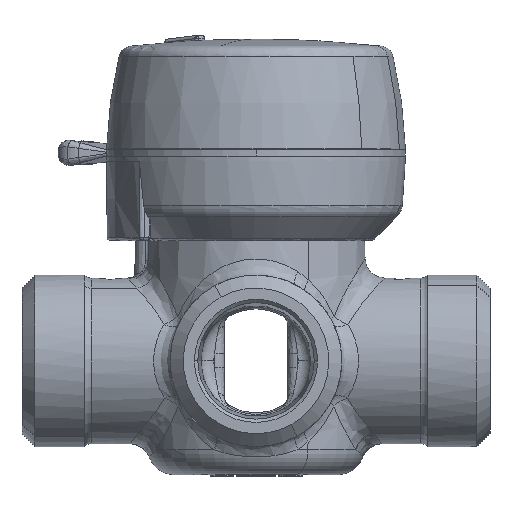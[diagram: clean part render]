
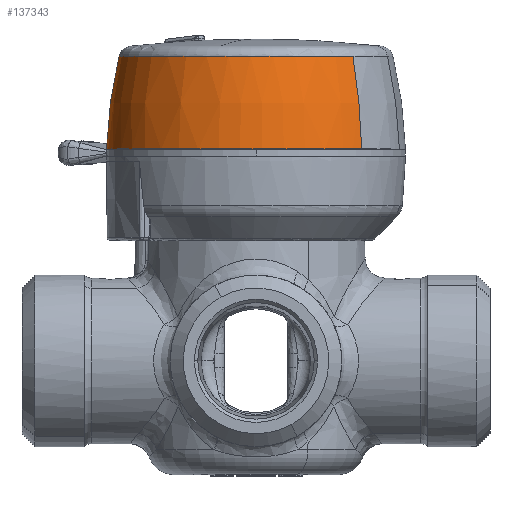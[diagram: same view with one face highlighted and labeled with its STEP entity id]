
A CAD part, front view. The second image highlights one B-rep face of the part: STEP entity #137343.
In plain terms, the highlighted face is a revolution surface.
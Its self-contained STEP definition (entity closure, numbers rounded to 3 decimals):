
#137334=AXIS2_PLACEMENT_3D('Circle Axis2P3D',#137332,#137333,$) ;
#137068=CARTESIAN_POINT('Vertex',(-11.027,20.184,66.5)) ;
#137106=CARTESIAN_POINT('Vertex',(0.,-23.,66.5)) ;
#137110=CARTESIAN_POINT('Control Point',(-11.027,20.184,66.5)) ;
#137111=CARTESIAN_POINT('Control Point',(-12.882,19.171,66.5)) ;
#137112=CARTESIAN_POINT('Control Point',(-14.621,17.944,66.5)) ;
#137113=CARTESIAN_POINT('Control Point',(-16.212,16.521,66.5)) ;
#137114=CARTESIAN_POINT('Control Point',(-19.036,13.336,66.5)) ;
#137115=CARTESIAN_POINT('Control Point',(-21.065,9.594,66.5)) ;
#137116=CARTESIAN_POINT('Control Point',(-21.859,7.614,66.5)) ;
#137117=CARTESIAN_POINT('Control Point',(-22.977,3.507,66.5)) ;
#137118=CARTESIAN_POINT('Control Point',(-23.135,-0.747,66.5)) ;
#137119=CARTESIAN_POINT('Control Point',(-22.967,-2.874,66.5)) ;
#137120=CARTESIAN_POINT('Control Point',(-22.148,-7.051,66.5)) ;
#137121=CARTESIAN_POINT('Control Point',(-20.402,-10.933,66.5)) ;
#137122=CARTESIAN_POINT('Control Point',(-19.308,-12.766,66.5)) ;
#137123=CARTESIAN_POINT('Control Point',(-16.72,-16.145,66.5)) ;
#137124=CARTESIAN_POINT('Control Point',(-13.433,-18.85,66.5)) ;
#137125=CARTESIAN_POINT('Control Point',(-11.64,-20.007,66.5)) ;
#137126=CARTESIAN_POINT('Control Point',(-8.305,-21.649,66.5)) ;
#137127=CARTESIAN_POINT('Control Point',(-4.721,-22.594,66.5)) ;
#137128=CARTESIAN_POINT('Control Point',(-3.158,-22.865,66.5)) ;
#137129=CARTESIAN_POINT('Control Point',(-1.579,-23.,66.5)) ;
#137130=CARTESIAN_POINT('Control Point',(0.,-23.,66.5)) ;
#137217=CARTESIAN_POINT('Control Point',(-11.027,20.184,66.5)) ;
#137218=CARTESIAN_POINT('Control Point',(-10.946,20.036,71.344)) ;
#137219=CARTESIAN_POINT('Control Point',(-10.639,19.474,76.171)) ;
#137220=CARTESIAN_POINT('Control Point',(-10.112,18.51,80.891)) ;
#137221=CARTESIAN_POINT('Vertex',(-10.112,18.51,80.891)) ;
#137300=CARTESIAN_POINT('Vertex',(0.,-21.092,80.891)) ;
#137304=CARTESIAN_POINT('Control Point',(0.,-23.,66.5)) ;
#137305=CARTESIAN_POINT('Control Point',(0.,-22.831,71.344)) ;
#137306=CARTESIAN_POINT('Control Point',(0.,-22.191,76.171)) ;
#137307=CARTESIAN_POINT('Control Point',(0.,-21.092,80.891)) ;
#137324=CARTESIAN_POINT('Control Point',(0.,23.,66.5)) ;
#137325=CARTESIAN_POINT('Control Point',(0.,22.831,71.344)) ;
#137326=CARTESIAN_POINT('Control Point',(0.,22.191,76.171)) ;
#137327=CARTESIAN_POINT('Control Point',(0.,21.092,80.891)) ;
#137328=CARTESIAN_POINT('Axis1P Location',(0.,0.,75.)) ;
#137332=CARTESIAN_POINT('Axis2P3D Location',(0.,0.,80.891)) ;
#137329=DIRECTION('Axis1P Direction',(0.,0.,1.)) ;
#137333=DIRECTION('Axis2P3D Direction',(0.,0.,1.)) ;
#137330=AXIS1_PLACEMENT('Revolution Surface Axis1P',#137328,#137329) ;
#137338=ORIENTED_EDGE('',*,*,#137336,.F.) ;
#137339=ORIENTED_EDGE('',*,*,#137223,.F.) ;
#137340=ORIENTED_EDGE('',*,*,#137131,.T.) ;
#137341=ORIENTED_EDGE('',*,*,#137308,.F.) ;
#137343=ADVANCED_FACE('Svart TPE',(#137342),#137331,.T.) ;
#137109=B_SPLINE_CURVE_WITH_KNOTS('',5,(#137110,#137111,#137112,#137113,#137114,#137115,#137116,#137117,#137118,#137119,#137120,#137121,#137122,#137123,#137124,#137125,#137126,#137127,#137128,#137129,#137130),.UNSPECIFIED.,.F.,.U.,(6,3,3,3,3,3,6),(0.,14.982,29.965,44.947,59.93,74.912,86.099),.UNSPECIFIED.) ;
#137216=B_SPLINE_CURVE_WITH_KNOTS('',3,(#137217,#137218,#137219,#137220),.UNSPECIFIED.,.F.,.U.,(4,4),(473.857,488.419),.UNSPECIFIED.) ;
#137303=B_SPLINE_CURVE_WITH_KNOTS('',3,(#137304,#137305,#137306,#137307),.UNSPECIFIED.,.F.,.U.,(4,4),(473.857,488.419),.UNSPECIFIED.) ;
#137323=B_SPLINE_CURVE_WITH_KNOTS('',3,(#137324,#137325,#137326,#137327),.UNSPECIFIED.,.F.,.U.,(4,4),(473.857,488.419),.UNSPECIFIED.) ;
#137335=CIRCLE('generated circle',#137334,21.092) ;
#137131=EDGE_CURVE('',#137069,#137107,#137109,.T.) ;
#137223=EDGE_CURVE('',#137069,#137222,#137216,.T.) ;
#137308=EDGE_CURVE('',#137301,#137107,#137303,.F.) ;
#137336=EDGE_CURVE('',#137222,#137301,#137335,.T.) ;
#137337=EDGE_LOOP('',(#137338,#137339,#137340,#137341)) ;
#137342=FACE_OUTER_BOUND('',#137337,.T.) ;
#137331=SURFACE_OF_REVOLUTION('Surface of Revolution',#137323,#137330) ;
#137069=VERTEX_POINT('',#137068) ;
#137107=VERTEX_POINT('',#137106) ;
#137222=VERTEX_POINT('',#137221) ;
#137301=VERTEX_POINT('',#137300) ;
